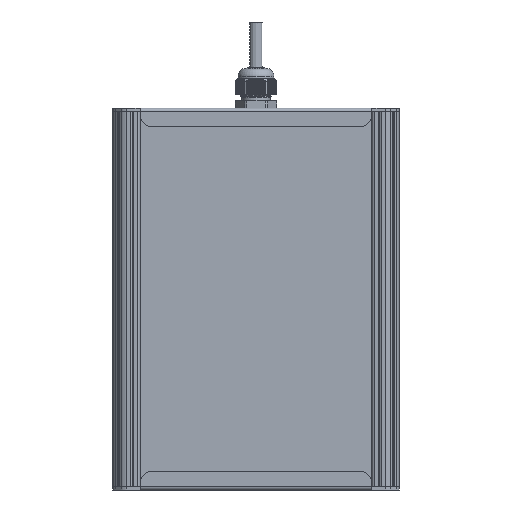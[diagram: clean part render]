
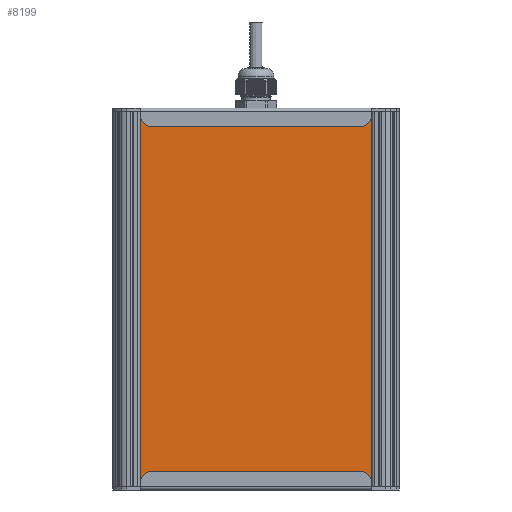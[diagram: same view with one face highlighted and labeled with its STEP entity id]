
A CAD part, front view. The second image highlights one B-rep face of the part: STEP entity #8199.
In plain terms, the highlighted face is planar.
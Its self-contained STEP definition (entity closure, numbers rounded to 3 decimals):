
#8199=ADVANCED_FACE('',(#21845),#21847,.T.);
#21845=FACE_BOUND('',#21846,.T.);
#21846=EDGE_LOOP('',(#48379,#48380,#48381,#48382));
#21847=PLANE('',#21848);
#21848=AXIS2_PLACEMENT_3D('',#21849,#21850,#21851);
#21849=CARTESIAN_POINT('',(2111.497,401.002,-34.582));
#21850=DIRECTION('',(0.,0.,-1.));
#21851=DIRECTION('',(0.,1.,0.));
#48379=ORIENTED_EDGE('',*,*,#54968,.T.);
#48380=ORIENTED_EDGE('',*,*,#54967,.F.);
#48381=ORIENTED_EDGE('',*,*,#54969,.F.);
#48382=ORIENTED_EDGE('',*,*,#54970,.T.);
#54967=EDGE_CURVE('',#60561,#60559,#60563,.T.);
#54968=EDGE_CURVE('',#60564,#60559,#60565,.T.);
#54969=EDGE_CURVE('',#60566,#60561,#60567,.T.);
#54970=EDGE_CURVE('',#60566,#60564,#60568,.T.);
#60559=VERTEX_POINT('',#78279);
#60561=VERTEX_POINT('',#78283);
#60563=LINE('',#78287,#78288);
#60564=VERTEX_POINT('',#78290);
#60565=LINE('',#78291,#78292);
#60566=VERTEX_POINT('',#78294);
#60567=LINE('',#78295,#78296);
#60568=LINE('',#78298,#78299);
#78279=CARTESIAN_POINT('',(2357.497,401.002,-34.582));
#78283=CARTESIAN_POINT('',(2111.497,401.002,-34.582));
#78287=CARTESIAN_POINT('',(2111.497,401.002,-34.582));
#78288=VECTOR('',#78289,1.);
#78289=DIRECTION('',(1.,0.,0.));
#78290=CARTESIAN_POINT('',(2357.497,565.13,-34.582));
#78291=CARTESIAN_POINT('',(2357.497,565.13,-34.582));
#78292=VECTOR('',#78293,1.);
#78293=DIRECTION('',(0.,-1.,0.));
#78294=CARTESIAN_POINT('',(2111.497,565.13,-34.582));
#78295=CARTESIAN_POINT('',(2111.497,565.13,-34.582));
#78296=VECTOR('',#78297,1.);
#78297=DIRECTION('',(0.,-1.,0.));
#78298=CARTESIAN_POINT('',(2111.497,565.13,-34.582));
#78299=VECTOR('',#78300,1.);
#78300=DIRECTION('',(1.,0.,0.));
